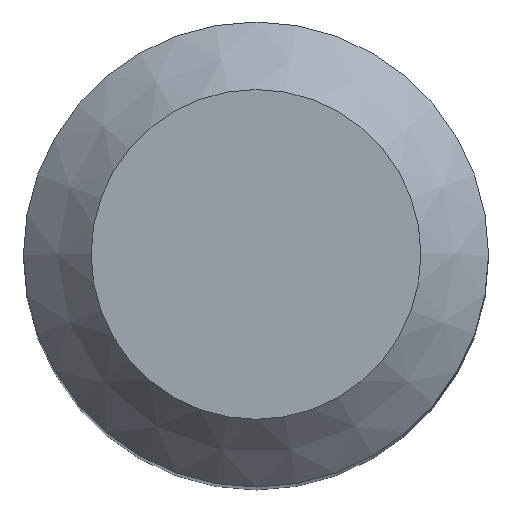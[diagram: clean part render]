
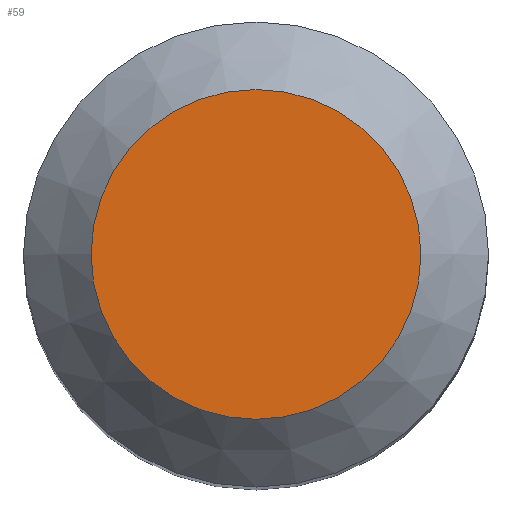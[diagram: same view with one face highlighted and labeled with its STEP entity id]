
A CAD part, top view. The second image highlights one B-rep face of the part: STEP entity #59.
In plain terms, the highlighted planar face has unit normal (0, 0, 1).
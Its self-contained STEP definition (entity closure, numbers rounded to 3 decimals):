
#47=PLANE('',#206);
#50=FACE_OUTER_BOUND('',#93,.T.);
#59=ADVANCED_FACE('',(#50),#47,.F.);
#93=EDGE_LOOP('',(#111));
#111=ORIENTED_EDGE('',*,*,#135,.F.);
#125=VERTEX_POINT('',#303);
#135=EDGE_CURVE('',#125,#125,#144,.T.);
#144=CIRCLE('',#205,4.255);
#205=AXIS2_PLACEMENT_3D('',#302,#243,#244);
#206=AXIS2_PLACEMENT_3D('',#304,#245,#246);
#243=DIRECTION('',(0.,0.,-1.));
#244=DIRECTION('',(-1.,0.,0.));
#245=DIRECTION('',(0.,0.,-1.));
#246=DIRECTION('',(-1.,0.,0.));
#302=CARTESIAN_POINT('',(0.,0.,0.));
#303=CARTESIAN_POINT('',(-4.255,0.,0.));
#304=CARTESIAN_POINT('',(0.,0.,0.));
